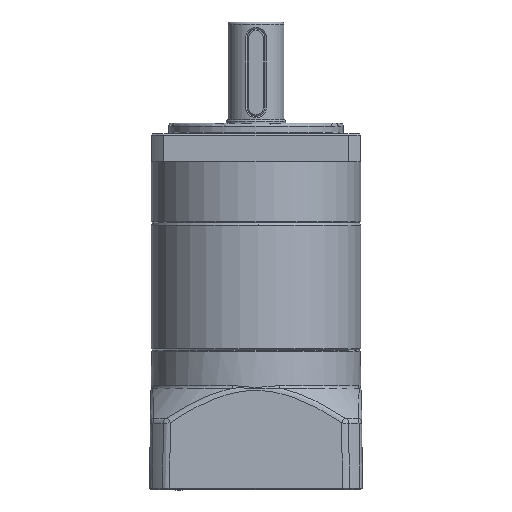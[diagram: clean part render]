
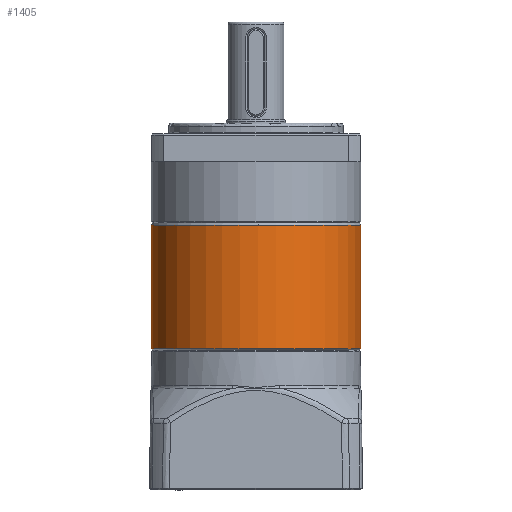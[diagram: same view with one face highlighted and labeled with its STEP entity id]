
A CAD part, left-side view. The second image highlights one B-rep face of the part: STEP entity #1405.
In plain terms, the highlighted cylindrical face has radius 30 mm (diameter 60 mm), a partial arc.
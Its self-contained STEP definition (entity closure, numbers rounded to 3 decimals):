
#174 = CIRCLE ( 'NONE', #5877, 30. ) ;
#1021 = VERTEX_POINT ( 'NONE', #15038 ) ;
#1405 = ADVANCED_FACE ( 'NONE', ( #26983 ), #24615, .T. ) ;
#1707 = CIRCLE ( 'NONE', #21350, 30. ) ;
#2287 = EDGE_CURVE ( 'NONE', #21167, #22334, #174, .T. ) ;
#2464 = EDGE_LOOP ( 'NONE', ( #7007, #10558, #28630, #18517, #13596 ) ) ;
#2514 = DIRECTION ( 'NONE',  ( 0., 0., 1. ) ) ;
#2578 = DIRECTION ( 'NONE',  ( -1., 0., 0. ) ) ;
#2619 = CARTESIAN_POINT ( 'NONE',  ( 36.1, 0., 0. ) ) ;
#4094 = EDGE_CURVE ( 'NONE', #1021, #24608, #13968, .T. ) ;
#4526 = AXIS2_PLACEMENT_3D ( 'NONE', #10912, #10867, #10932 ) ;
#5877 = AXIS2_PLACEMENT_3D ( 'NONE', #15073, #15066, #15037 ) ;
#7007 = ORIENTED_EDGE ( 'NONE', *, *, #4094, .F. ) ;
#8246 = CARTESIAN_POINT ( 'NONE',  ( 36.1, 0., 30. ) ) ;
#10144 = LINE ( 'NONE', #26601, #18218 ) ;
#10204 = EDGE_CURVE ( 'NONE', #1021, #25934, #18143, .T. ) ;
#10558 = ORIENTED_EDGE ( 'NONE', *, *, #10204, .T. ) ;
#10867 = DIRECTION ( 'NONE',  ( -1., 0., 0. ) ) ;
#10912 = CARTESIAN_POINT ( 'NONE',  ( 36.5, 0., 0. ) ) ;
#10932 = DIRECTION ( 'NONE',  ( 0., 0., 1. ) ) ;
#11888 = DIRECTION ( 'NONE',  ( 1., 0., 0. ) ) ;
#12578 = EDGE_CURVE ( 'NONE', #25934, #21167, #10144, .T. ) ;
#13596 = ORIENTED_EDGE ( 'NONE', *, *, #25708, .T. ) ;
#13968 = LINE ( 'NONE', #17624, #25394 ) ;
#15037 = DIRECTION ( 'NONE',  ( 0., 0., 1. ) ) ;
#15038 = CARTESIAN_POINT ( 'NONE',  ( 36.1, 0., -30. ) ) ;
#15066 = DIRECTION ( 'NONE',  ( 1., 0., 0. ) ) ;
#15073 = CARTESIAN_POINT ( 'NONE',  ( 0.693, 0., 0. ) ) ;
#17281 = CARTESIAN_POINT ( 'NONE',  ( 0.693, 0., -30. ) ) ;
#17510 = DIRECTION ( 'NONE',  ( -1., 0., 0. ) ) ;
#17624 = CARTESIAN_POINT ( 'NONE',  ( 36.5, 0., -30. ) ) ;
#18143 = CIRCLE ( 'NONE', #28638, 30. ) ;
#18218 = VECTOR ( 'NONE', #26578, 1000. ) ;
#18517 = ORIENTED_EDGE ( 'NONE', *, *, #2287, .T. ) ;
#21167 = VERTEX_POINT ( 'NONE', #28682 ) ;
#21350 = AXIS2_PLACEMENT_3D ( 'NONE', #25179, #11888, #27366 ) ;
#22334 = VERTEX_POINT ( 'NONE', #28735 ) ;
#24608 = VERTEX_POINT ( 'NONE', #17281 ) ;
#24615 = CYLINDRICAL_SURFACE ( 'NONE', #4526, 30. ) ;
#25179 = CARTESIAN_POINT ( 'NONE',  ( 0.693, 0., 0. ) ) ;
#25394 = VECTOR ( 'NONE', #17510, 1000. ) ;
#25708 = EDGE_CURVE ( 'NONE', #22334, #24608, #1707, .T. ) ;
#25934 = VERTEX_POINT ( 'NONE', #8246 ) ;
#26578 = DIRECTION ( 'NONE',  ( -1., 0., 0. ) ) ;
#26601 = CARTESIAN_POINT ( 'NONE',  ( 36.5, 0., 30. ) ) ;
#26983 = FACE_OUTER_BOUND ( 'NONE', #2464, .T. ) ;
#27366 = DIRECTION ( 'NONE',  ( 0., 0., 1. ) ) ;
#28630 = ORIENTED_EDGE ( 'NONE', *, *, #12578, .T. ) ;
#28638 = AXIS2_PLACEMENT_3D ( 'NONE', #2619, #2578, #2514 ) ;
#28682 = CARTESIAN_POINT ( 'NONE',  ( 0.693, 0., 30. ) ) ;
#28735 = CARTESIAN_POINT ( 'NONE',  ( 0.693, -30., 0. ) ) ;
